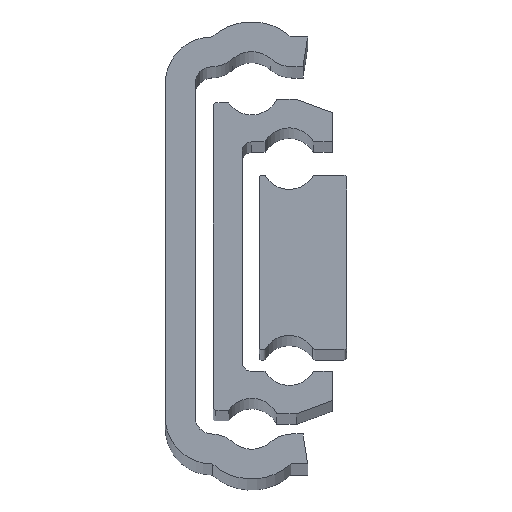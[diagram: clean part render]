
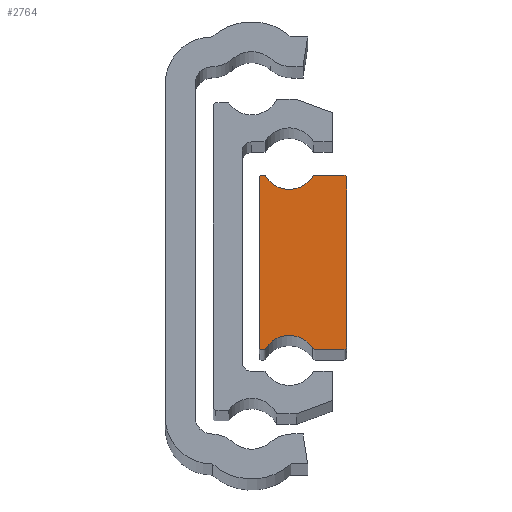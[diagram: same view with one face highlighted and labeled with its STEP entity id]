
A CAD part, top view. The second image highlights one B-rep face of the part: STEP entity #2764.
In plain terms, the highlighted face is planar.
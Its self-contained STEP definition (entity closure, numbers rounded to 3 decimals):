
#290 = AXIS2_PLACEMENT_3D ( 'NONE', #2246, #2255, #2256 ) ;
#313 = AXIS2_PLACEMENT_3D ( 'NONE', #2335, #2350, #2351 ) ;
#315 = AXIS2_PLACEMENT_3D ( 'NONE', #2391, #2392, #2393 ) ;
#324 = AXIS2_PLACEMENT_3D ( 'NONE', #2386, #2396, #2397 ) ;
#326 = AXIS2_PLACEMENT_3D ( 'NONE', #2403, #2409, #2410 ) ;
#327 = AXIS2_PLACEMENT_3D ( 'NONE', #2400, #2406, #2407 ) ;
#328 = AXIS2_PLACEMENT_3D ( 'NONE', #2408, #2415, #2416 ) ;
#330 = AXIS2_PLACEMENT_3D ( 'NONE', #2414, #2422, #2423 ) ;
#336 = AXIS2_PLACEMENT_3D ( 'NONE', #2449, #2456, #2457 ) ;
#337 = AXIS2_PLACEMENT_3D ( 'NONE', #2458, #2461, #2462 ) ;
#354 = AXIS2_PLACEMENT_3D ( 'NONE', #2578, #2581, #2582 ) ;
#405 = VERTEX_POINT ( 'NONE', #1601 ) ;
#428 = VERTEX_POINT ( 'NONE', #1582 ) ;
#430 = VERTEX_POINT ( 'NONE', #1528 ) ;
#436 = VERTEX_POINT ( 'NONE', #1637 ) ;
#441 = VERTEX_POINT ( 'NONE', #1441 ) ;
#445 = VERTEX_POINT ( 'NONE', #1387 ) ;
#462 = VERTEX_POINT ( 'NONE', #1487 ) ;
#466 = VERTEX_POINT ( 'NONE', #1495 ) ;
#481 = VERTEX_POINT ( 'NONE', #1661 ) ;
#487 = VERTEX_POINT ( 'NONE', #1628 ) ;
#754 = ORIENTED_EDGE ( 'NONE', *, *, #1240, .F. ) ;
#755 = ORIENTED_EDGE ( 'NONE', *, *, #1233, .F. ) ;
#756 = ORIENTED_EDGE ( 'NONE', *, *, #1162, .F. ) ;
#790 = ORIENTED_EDGE ( 'NONE', *, *, #1217, .F. ) ;
#791 = ORIENTED_EDGE ( 'NONE', *, *, #1220, .F. ) ;
#792 = ORIENTED_EDGE ( 'NONE', *, *, #1213, .F. ) ;
#803 = ORIENTED_EDGE ( 'NONE', *, *, #1198, .F. ) ;
#804 = ORIENTED_EDGE ( 'NONE', *, *, #1216, .F. ) ;
#805 = ORIENTED_EDGE ( 'NONE', *, *, #1242, .F. ) ;
#830 = ORIENTED_EDGE ( 'NONE', *, *, #1221, .F. ) ;
#831 = ORIENTED_EDGE ( 'NONE', *, *, #1211, .F. ) ;
#832 = ORIENTED_EDGE ( 'NONE', *, *, #1214, .F. ) ;
#842 = ORIENTED_EDGE ( 'NONE', *, *, #1201, .F. ) ;
#854 = ORIENTED_EDGE ( 'NONE', *, *, #1192, .F. ) ;
#855 = ORIENTED_EDGE ( 'NONE', *, *, #1225, .F. ) ;
#856 = ORIENTED_EDGE ( 'NONE', *, *, #1223, .F. ) ;
#915 = EDGE_LOOP ( 'NONE', ( #754, #755, #756, #854, #855, #856, #830, #831, #832, #790, #791, #792, #803, #804, #805, #842 ) ) ;
#1162 = EDGE_CURVE ( 'NONE', #436, #445, #1864, .T. ) ;
#1192 = EDGE_CURVE ( 'NONE', #466, #436, #1905, .T. ) ;
#1198 = EDGE_CURVE ( 'NONE', #1371, #1373, #1918, .T. ) ;
#1201 = EDGE_CURVE ( 'NONE', #430, #1346, #1913, .T. ) ;
#1211 = EDGE_CURVE ( 'NONE', #1345, #405, #1932, .T. ) ;
#1213 = EDGE_CURVE ( 'NONE', #1373, #1370, #1916, .T. ) ;
#1214 = EDGE_CURVE ( 'NONE', #428, #1345, #1939, .T. ) ;
#1216 = EDGE_CURVE ( 'NONE', #1399, #1371, #1941, .T. ) ;
#1217 = EDGE_CURVE ( 'NONE', #481, #428, #1940, .T. ) ;
#1220 = EDGE_CURVE ( 'NONE', #1370, #481, #1945, .T. ) ;
#1221 = EDGE_CURVE ( 'NONE', #405, #462, #1946, .T. ) ;
#1223 = EDGE_CURVE ( 'NONE', #462, #487, #1949, .T. ) ;
#1225 = EDGE_CURVE ( 'NONE', #487, #466, #1953, .T. ) ;
#1233 = EDGE_CURVE ( 'NONE', #445, #441, #1964, .T. ) ;
#1240 = EDGE_CURVE ( 'NONE', #441, #430, #1977, .T. ) ;
#1242 = EDGE_CURVE ( 'NONE', #1346, #1399, #1978, .T. ) ;
#1345 = VERTEX_POINT ( 'NONE', #2536 ) ;
#1346 = VERTEX_POINT ( 'NONE', #2537 ) ;
#1370 = VERTEX_POINT ( 'NONE', #2545 ) ;
#1371 = VERTEX_POINT ( 'NONE', #2546 ) ;
#1373 = VERTEX_POINT ( 'NONE', #2548 ) ;
#1387 = CARTESIAN_POINT ( 'NONE',  ( 19.75, -9.2, 0. ) ) ;
#1399 = VERTEX_POINT ( 'NONE', #2549 ) ;
#1441 = CARTESIAN_POINT ( 'NONE',  ( 19.75, 9.2, 0. ) ) ;
#1487 = CARTESIAN_POINT ( 'NONE',  ( 10.933, -9.361, 0. ) ) ;
#1495 = CARTESIAN_POINT ( 'NONE',  ( 16.32, -9.5, 0. ) ) ;
#1528 = CARTESIAN_POINT ( 'NONE',  ( 19.45, 9.5, 0. ) ) ;
#1582 = CARTESIAN_POINT ( 'NONE',  ( 10.25, -9.3, 0. ) ) ;
#1601 = CARTESIAN_POINT ( 'NONE',  ( 10.68, -9.5, 0. ) ) ;
#1628 = CARTESIAN_POINT ( 'NONE',  ( 16.067, -9.361, 0. ) ) ;
#1637 = CARTESIAN_POINT ( 'NONE',  ( 19.45, -9.5, 0. ) ) ;
#1661 = CARTESIAN_POINT ( 'NONE',  ( 10.25, 9.3, 0. ) ) ;
#1864 = CIRCLE ( 'NONE', #290, 0.3 ) ;
#1905 = LINE ( 'NONE', #2336, #1906 ) ;
#1906 = VECTOR ( 'NONE', #2337, 1000. ) ;
#1913 = LINE ( 'NONE', #2357, #1920 ) ;
#1916 = LINE ( 'NONE', #2389, #1935 ) ;
#1918 = CIRCLE ( 'NONE', #313, 0.3 ) ;
#1920 = VECTOR ( 'NONE', #2358, 1000. ) ;
#1926 = VECTOR ( 'NONE', #2384, 1000. ) ;
#1932 = LINE ( 'NONE', #2382, #1926 ) ;
#1933 = VECTOR ( 'NONE', #2399, 1000. ) ;
#1935 = VECTOR ( 'NONE', #2390, 1000. ) ;
#1939 = CIRCLE ( 'NONE', #315, 0.2 ) ;
#1940 = LINE ( 'NONE', #2383, #1933 ) ;
#1941 = CIRCLE ( 'NONE', #324, 3.04 ) ;
#1945 = CIRCLE ( 'NONE', #327, 0.2 ) ;
#1946 = CIRCLE ( 'NONE', #326, 0.3 ) ;
#1949 = CIRCLE ( 'NONE', #328, 3.04 ) ;
#1953 = CIRCLE ( 'NONE', #330, 0.3 ) ;
#1964 = LINE ( 'NONE', #2440, #1965 ) ;
#1965 = VECTOR ( 'NONE', #2441, 1000. ) ;
#1977 = CIRCLE ( 'NONE', #336, 0.3 ) ;
#1978 = CIRCLE ( 'NONE', #337, 0.3 ) ;
#2044 = FACE_OUTER_BOUND ( 'NONE', #915, .T. ) ;
#2246 = CARTESIAN_POINT ( 'NONE',  ( 19.45, -9.2, 0. ) ) ;
#2255 = DIRECTION ( 'NONE',  ( 0., 0., 1. ) ) ;
#2256 = DIRECTION ( 'NONE',  ( 1., 0., 0. ) ) ;
#2335 = CARTESIAN_POINT ( 'NONE',  ( 10.68, 9.2, 0. ) ) ;
#2336 = CARTESIAN_POINT ( 'NONE',  ( 16.32, -9.5, 0. ) ) ;
#2337 = DIRECTION ( 'NONE',  ( 1., 0., 0. ) ) ;
#2350 = DIRECTION ( 'NONE',  ( 0., 0., 1. ) ) ;
#2351 = DIRECTION ( 'NONE',  ( 1., 0., 0. ) ) ;
#2357 = CARTESIAN_POINT ( 'NONE',  ( 19.45, 9.5, 0. ) ) ;
#2358 = DIRECTION ( 'NONE',  ( -1., 0., 0. ) ) ;
#2382 = CARTESIAN_POINT ( 'NONE',  ( 10.45, -9.5, 0. ) ) ;
#2383 = CARTESIAN_POINT ( 'NONE',  ( 10.25, 9.3, 0. ) ) ;
#2384 = DIRECTION ( 'NONE',  ( 1., 0., 0. ) ) ;
#2386 = CARTESIAN_POINT ( 'NONE',  ( 13.5, 10.99, 0. ) ) ;
#2389 = CARTESIAN_POINT ( 'NONE',  ( 10.68, 9.5, 0. ) ) ;
#2390 = DIRECTION ( 'NONE',  ( -1., 0., 0. ) ) ;
#2391 = CARTESIAN_POINT ( 'NONE',  ( 10.45, -9.3, 0. ) ) ;
#2392 = DIRECTION ( 'NONE',  ( 0., 0., 1. ) ) ;
#2393 = DIRECTION ( 'NONE',  ( 1., 0., 0. ) ) ;
#2396 = DIRECTION ( 'NONE',  ( 0., 0., -1. ) ) ;
#2397 = DIRECTION ( 'NONE',  ( 1., 0., 0. ) ) ;
#2399 = DIRECTION ( 'NONE',  ( 0., -1., 0. ) ) ;
#2400 = CARTESIAN_POINT ( 'NONE',  ( 10.45, 9.3, 0. ) ) ;
#2403 = CARTESIAN_POINT ( 'NONE',  ( 10.68, -9.2, 0. ) ) ;
#2406 = DIRECTION ( 'NONE',  ( 0., 0., 1. ) ) ;
#2407 = DIRECTION ( 'NONE',  ( 1., 0., 0. ) ) ;
#2408 = CARTESIAN_POINT ( 'NONE',  ( 13.5, -10.99, 0. ) ) ;
#2409 = DIRECTION ( 'NONE',  ( 0., 0., 1. ) ) ;
#2410 = DIRECTION ( 'NONE',  ( 1., 0., 0. ) ) ;
#2414 = CARTESIAN_POINT ( 'NONE',  ( 16.32, -9.2, 0. ) ) ;
#2415 = DIRECTION ( 'NONE',  ( 0., 0., -1. ) ) ;
#2416 = DIRECTION ( 'NONE',  ( 1., 0., 0. ) ) ;
#2422 = DIRECTION ( 'NONE',  ( 0., 0., 1. ) ) ;
#2423 = DIRECTION ( 'NONE',  ( 1., 0., 0. ) ) ;
#2440 = CARTESIAN_POINT ( 'NONE',  ( 19.75, -9.2, 0. ) ) ;
#2441 = DIRECTION ( 'NONE',  ( 0., 1., 0. ) ) ;
#2449 = CARTESIAN_POINT ( 'NONE',  ( 19.45, 9.2, 0. ) ) ;
#2456 = DIRECTION ( 'NONE',  ( 0., 0., 1. ) ) ;
#2457 = DIRECTION ( 'NONE',  ( 1., 0., 0. ) ) ;
#2458 = CARTESIAN_POINT ( 'NONE',  ( 16.32, 9.2, 0. ) ) ;
#2461 = DIRECTION ( 'NONE',  ( 0., 0., 1. ) ) ;
#2462 = DIRECTION ( 'NONE',  ( 1., 0., 0. ) ) ;
#2536 = CARTESIAN_POINT ( 'NONE',  ( 10.45, -9.5, 0. ) ) ;
#2537 = CARTESIAN_POINT ( 'NONE',  ( 16.32, 9.5, 0. ) ) ;
#2545 = CARTESIAN_POINT ( 'NONE',  ( 10.45, 9.5, 0. ) ) ;
#2546 = CARTESIAN_POINT ( 'NONE',  ( 10.933, 9.361, 0. ) ) ;
#2548 = CARTESIAN_POINT ( 'NONE',  ( 10.68, 9.5, 0. ) ) ;
#2549 = CARTESIAN_POINT ( 'NONE',  ( 16.067, 9.361, 0. ) ) ;
#2578 = CARTESIAN_POINT ( 'NONE',  ( 19.45, 9.2, 0. ) ) ;
#2579 = PLANE ( 'NONE',  #354 ) ;
#2581 = DIRECTION ( 'NONE',  ( 0., 0., 1. ) ) ;
#2582 = DIRECTION ( 'NONE',  ( 1., 0., 0. ) ) ;
#2764 = ADVANCED_FACE ( 'NONE', ( #2044 ), #2579, .F. ) ;
